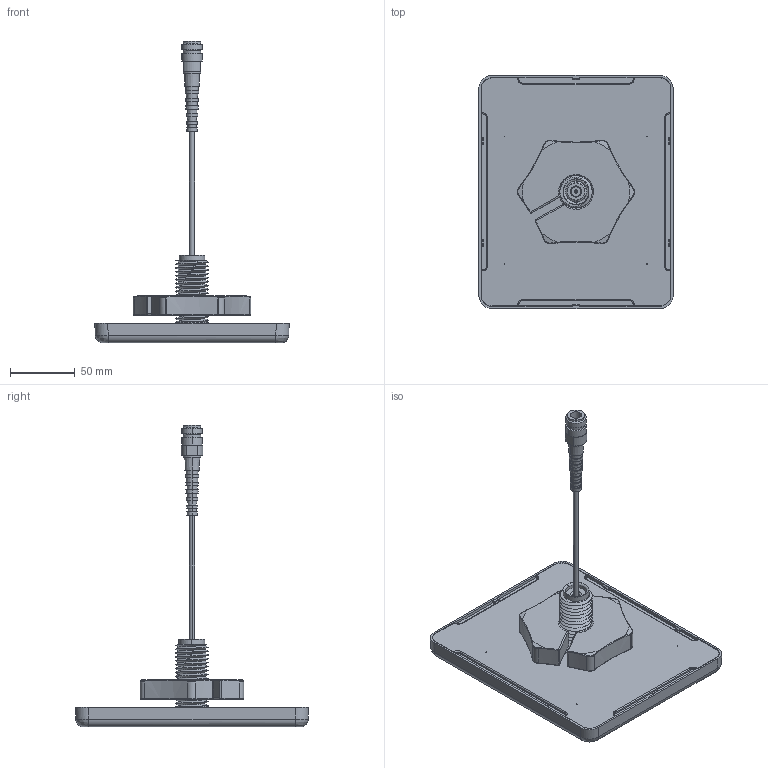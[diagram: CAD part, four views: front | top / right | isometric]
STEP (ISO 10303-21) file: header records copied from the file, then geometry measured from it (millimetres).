
FILE_DESCRIPTION (( 'STEP AP203' ), '1' );
FILE_NAME ('HG74206SQCUPR-NF_3D.STEP', '2022-06-08T23:34:28', ( '' ), ( '' ), 'SwSTEP 2.0', 'SolidWorks 2021', '' );
FILE_SCHEMA (( 'CONFIG_CONTROL_DESIGN' ));
Length unit declared in the file: millimetre
Products named in the file (7): N-F ?????_??.stp___; ??ABS??_??.stp___; ??????_????.stp___; CABLE_402_BLUE111.stp___; ST29X9C_GB845111.stp___; ??????_6940????_NF????(AI698-4200H06i360A).stp___; HG74206SQCUPR-NF_3D
Assembly tree (9 placements, depth 3):
  HG74206SQCUPR-NF_3D
    ??????_6940????_NF????(AI698-4200H06i360A).stp___
      ??????_????.stp___
      CABLE_402_BLUE111.stp___
      N-F ?????_??.stp___
      ST29X9C_GB845111.stp___  x4
      ??ABS??_??.stp___
Bounding box: 150 x 180 x 232.95 mm (x, y, z)
Volume: 173939.7 mm3; surface area: 166436 mm2
Topology: 9 solids, 9 shells, 945 faces, 2432 edges, 1499 vertices
Faces by surface type: cylinder 337, plane 322, cone 152, torus 62, bspline 40, sphere 32
Entity records: 34617 total; most frequent: CARTESIAN_POINT 14173, ORIENTED_EDGE 4284, DIRECTION 3973, EDGE_CURVE 2142, AXIS2_PLACEMENT_3D 1512, VERTEX_POINT 1331, VECTOR 949, LINE 949
